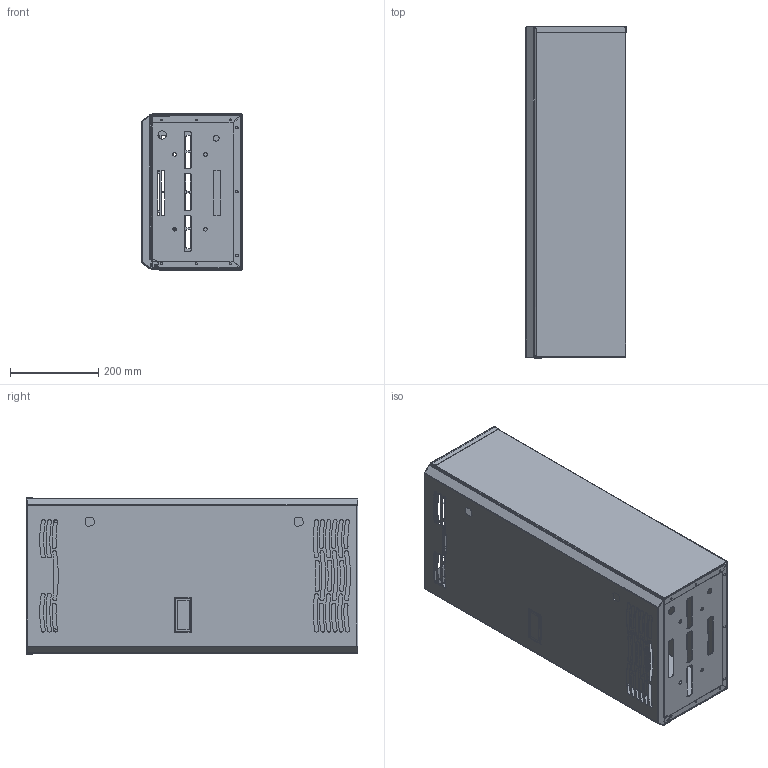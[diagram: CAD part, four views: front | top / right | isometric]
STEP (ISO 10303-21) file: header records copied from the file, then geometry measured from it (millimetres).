
FILE_DESCRIPTION (( 'STEP AP203' ), '1' );
FILE_NAME ('SVK1000-MONTAJ.STEP', '2023-01-25T07:30:36', ( '' ), ( '' ), 'SwSTEP 2.0', 'SolidWorks 2011', '' );
FILE_SCHEMA (( 'CONFIG_CONTROL_DESIGN' ));
Length unit declared in the file: millimetre
Products named in the file (8): SVK1000-MONTAJ; Part2^SVK1000-MONTAJ; SVK1000-ARKAKAPAK; SVK1000-MOTORALTSACI; SVK1000-USTKAPAK; SVK1000-GOVDE; Digital Display Controller-K; SVK1000-ONKAPAK
Assembly tree (7 placements, depth 2):
  SVK1000-MONTAJ
    Part2^SVK1000-MONTAJ
    SVK1000-MOTORALTSACI
    SVK1000-ONKAPAK
    SVK1000-ARKAKAPAK
    SVK1000-USTKAPAK
    Digital Display Controller-K
    SVK1000-GOVDE
Bounding box: 227.48 x 753.53 x 355.46 mm (x, y, z)
Volume: 1073228.5 mm3; surface area: 2174436.1 mm2
Topology: 8 solids, 8 shells, 1215 faces, 3376 edges, 2179 vertices
Faces by surface type: cylinder 649, plane 483, bspline 83
Entity records: 41544 total; most frequent: CARTESIAN_POINT 8820, ORIENTED_EDGE 6752, DIRECTION 6608, EDGE_CURVE 3376, AXIS2_PLACEMENT_3D 2379, VERTEX_POINT 2179, LINE 1850, VECTOR 1850
